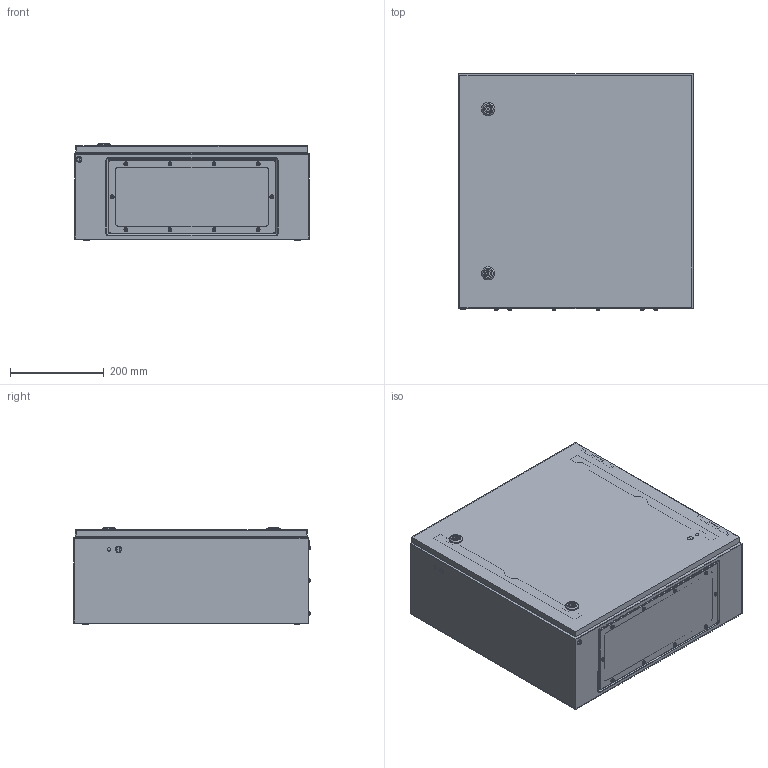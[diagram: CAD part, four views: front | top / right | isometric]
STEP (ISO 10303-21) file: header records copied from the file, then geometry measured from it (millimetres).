
FILE_DESCRIPTION (( 'STEP AP214' ), '1' );
FILE_NAME ('3331-5050-20-07.step', '2023-12-20T12:49:54', ( '' ), ( '' ), 'SwSTEP 2.0', 'SolidWorks 2019', '' );
FILE_SCHEMA (( 'AUTOMOTIVE_DESIGN' ));
Length unit declared in the file: millimetre
Products named in the file (5): 3331-5050-20-07; Kabeleinfuehrungsplatte_wg_3080-7035-12-27; Korpus_wg_5050-20; Tuer_wg_3331-5050-00-97; Montageplattenbeipack_wg_5050
Assembly tree (4 placements, depth 2):
  3331-5050-20-07
    Korpus_wg_5050-20
    Tuer_wg_3331-5050-00-97
    Kabeleinfuehrungsplatte_wg_3080-7035-12-27
    Montageplattenbeipack_wg_5050
Bounding box: 500 x 503.1 x 207 mm (x, y, z)
Volume: 1505382.7 mm3; surface area: 2062350.4 mm2
Topology: 33 solids, 33 shells, 1603 faces, 4008 edges, 2583 vertices
Faces by surface type: plane 909, cylinder 476, cone 160, torus 24, sphere 18, bspline 16
Entity records: 65402 total; most frequent: CARTESIAN_POINT 17795, DIRECTION 8152, ORIENTED_EDGE 8000, EDGE_CURVE 4000, AXIS2_PLACEMENT_3D 2906, VERTEX_POINT 2583, LINE 2340, VECTOR 2340
